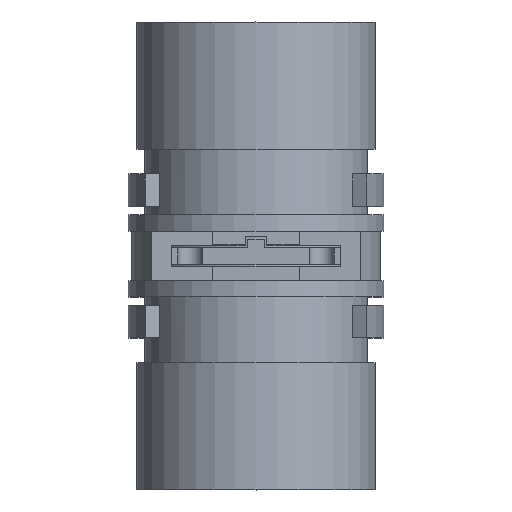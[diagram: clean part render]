
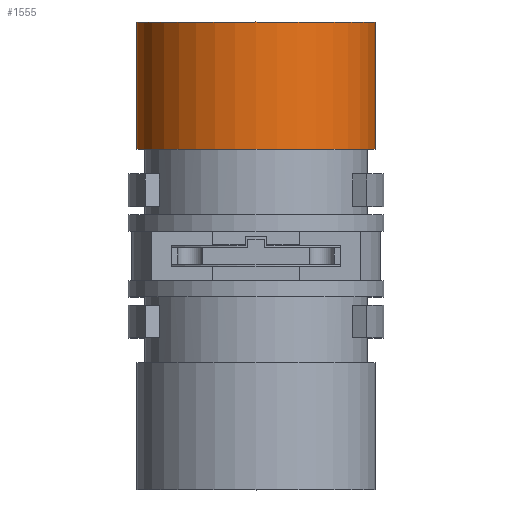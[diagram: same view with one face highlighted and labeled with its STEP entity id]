
A CAD part, top view. The second image highlights one B-rep face of the part: STEP entity #1555.
In plain terms, the highlighted cylindrical face has radius 14.589 mm (diameter 29.178 mm), a full revolution.
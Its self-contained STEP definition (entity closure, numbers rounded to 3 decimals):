
#85=CYLINDRICAL_SURFACE('',#1728,14.589);
#129=FACE_OUTER_BOUND('',#217,.T.);
#217=EDGE_LOOP('',(#1098,#1099,#1100,#1101));
#305=CIRCLE('',#1721,14.589);
#309=CIRCLE('',#1729,14.589);
#362=LINE('',#2391,#528);
#528=VECTOR('',#1930,16.589);
#694=VERTEX_POINT('',#2375);
#698=VERTEX_POINT('',#2389);
#847=EDGE_CURVE('',#694,#694,#305,.T.);
#853=EDGE_CURVE('',#698,#698,#309,.F.);
#854=EDGE_CURVE('',#698,#694,#362,.T.);
#1098=ORIENTED_EDGE('',*,*,#853,.F.);
#1099=ORIENTED_EDGE('',*,*,#854,.T.);
#1100=ORIENTED_EDGE('',*,*,#847,.F.);
#1101=ORIENTED_EDGE('',*,*,#854,.F.);
#1555=ADVANCED_FACE('',(#129),#85,.T.);
#1721=AXIS2_PLACEMENT_3D('',#2376,#1910,#1911);
#1728=AXIS2_PLACEMENT_3D('',#2388,#1926,#1927);
#1729=AXIS2_PLACEMENT_3D('',#2390,#1928,#1929);
#1910=DIRECTION('center_axis',(0.,-1.,0.));
#1911=DIRECTION('ref_axis',(1.,0.,0.));
#1926=DIRECTION('center_axis',(0.,1.,0.));
#1927=DIRECTION('ref_axis',(1.,0.,0.));
#1928=DIRECTION('center_axis',(0.,-1.,0.));
#1929=DIRECTION('ref_axis',(1.,0.,0.));
#1930=DIRECTION('',(0.,-1.,0.));
#2375=CARTESIAN_POINT('',(-14.589,-7.5,0.));
#2376=CARTESIAN_POINT('Origin',(0.,-7.5,0.));
#2388=CARTESIAN_POINT('Origin',(0.,0.,0.));
#2389=CARTESIAN_POINT('',(-14.589,8.,0.));
#2390=CARTESIAN_POINT('Origin',(0.,8.,0.));
#2391=CARTESIAN_POINT('',(-14.589,0.,0.));
